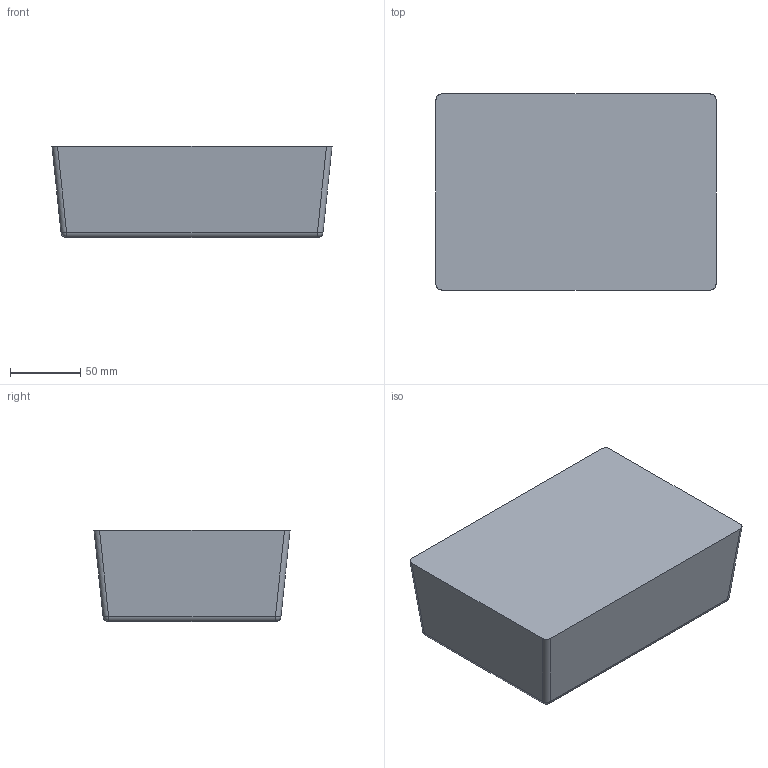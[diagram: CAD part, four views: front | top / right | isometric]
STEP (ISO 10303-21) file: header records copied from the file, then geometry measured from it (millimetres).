
FILE_DESCRIPTION(/* description */ ('Unknown'),/* implementation_level */ '2;1');
FILE_NAME(/* name */ 'SN 2100 T LED 230V',/* time_stamp */ '2018-04-12T12:06:47+02:00',/* author */ ('Unknown'),/* organization */ ('Unknown'),/* preprocessor_version */ 'ST-DEVELOPER v16.7',/* originating_system */ 'DEX',/* authorisation */ $);
FILE_SCHEMA (('AUTOMOTIVE_DESIGN {1 0 10303 214 3 1 1}'));
Length unit declared in the file: millimetre
Products named in the file (1): SN 2100 T LED 230V
Bounding box: 200 x 140 x 65 mm (x, y, z)
Volume: 1670541.2 mm3; surface area: 92899.5 mm2
Topology: 1 solids, 1 shells, 18 faces, 40 edges, 20 vertices
Faces by surface type: cylinder 8, plane 6, sphere 4
Entity records: 490 total; most frequent: DIRECTION 90, CARTESIAN_POINT 75, ORIENTED_EDGE 72, EDGE_CURVE 36, AXIS2_PLACEMENT_3D 35, VERTEX_POINT 20, LINE 20, VECTOR 20
